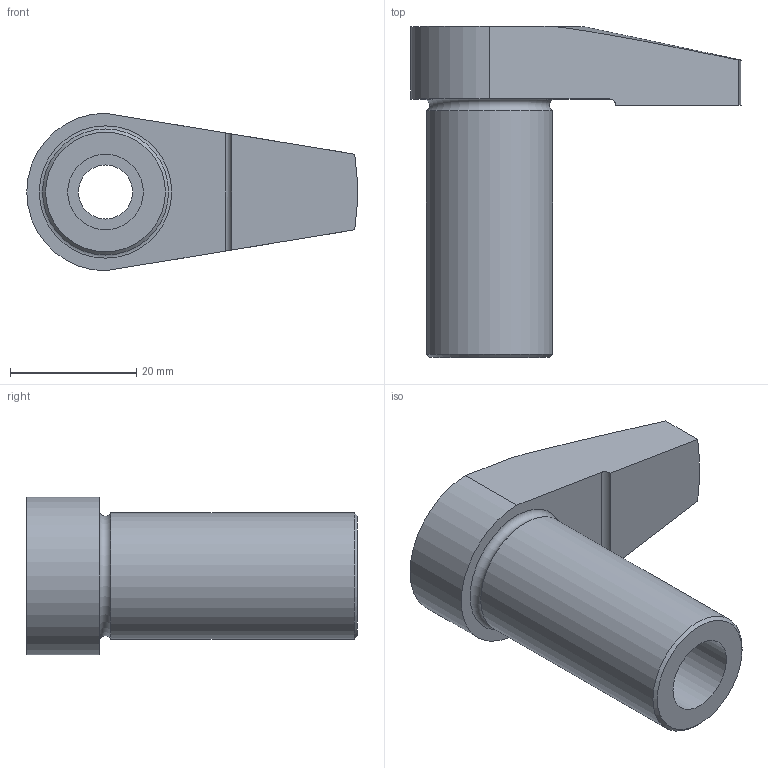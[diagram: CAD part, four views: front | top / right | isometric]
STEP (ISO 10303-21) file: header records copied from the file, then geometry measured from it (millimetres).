
FILE_DESCRIPTION( ( 'STEP AP214' ), '1' );
FILE_NAME( 'K0012.508.stp', '2020-11-24T14:39:12', ( '' ), ( '' ), ' ', 'PARTsolutions', ' ' );
FILE_SCHEMA( ( 'AUTOMOTIVE_DESIGN { 1 0 10303 214 1 1 1 1 }' ) );
Length unit declared in the file: millimetre
Products named in the file (1): _K0012.508
Bounding box: 52.45 x 52.5 x 25 mm (x, y, z)
Volume: 18979.2 mm3; surface area: 7471.3 mm2
Topology: 1 solids, 1 shells, 16 faces, 34 edges, 22 vertices
Faces by surface type: plane 7, cylinder 6, cone 2, torus 1
Full cylindrical faces by diameter (mm): 8.6 x1, 12 x1, 20 x1
Entity records: 574 total; most frequent: CARTESIAN_POINT 86, DIRECTION 76, ORIENTED_EDGE 58, AXIS2_PLACEMENT_3D 32, EDGE_CURVE 29, EDGE_LOOP 25, VERTEX_POINT 22, FACE_OUTER_BOUND 20
